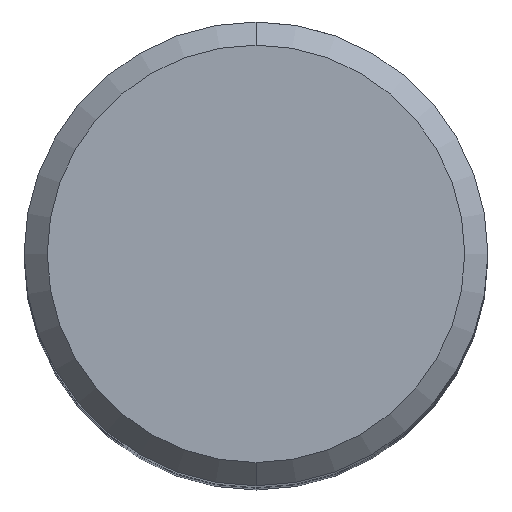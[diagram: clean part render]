
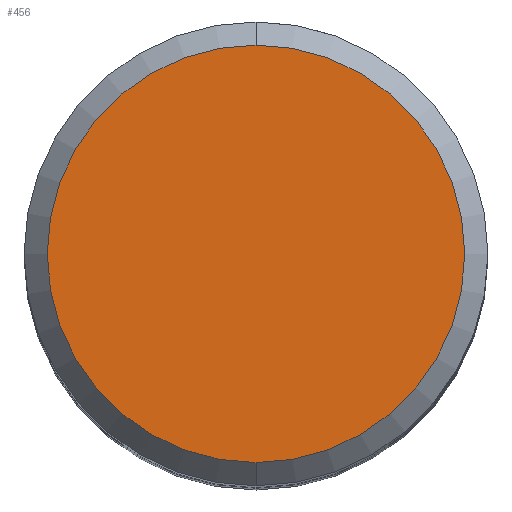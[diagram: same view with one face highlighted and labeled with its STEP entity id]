
A CAD part, top view. The second image highlights one B-rep face of the part: STEP entity #456.
In plain terms, the highlighted planar face has unit normal (0, 0, 1).
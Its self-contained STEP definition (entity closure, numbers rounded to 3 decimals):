
#268=VERTEX_POINT('',#637);
#282=EDGE_CURVE('',#444,#268,#655,.T.);
#444=VERTEX_POINT('',#833);
#456=ADVANCED_FACE('',(#848),#849,.T.);
#540=EDGE_CURVE('',#268,#444,#944,.T.);
#637=CARTESIAN_POINT('',(0.0,9.0,0.0));
#655=CIRCLE('',#1145,9.0);
#833=CARTESIAN_POINT('',(0.,-9.0,0.0));
#848=FACE_OUTER_BOUND('',#1686,.T.);
#849=PLANE('',#1687);
#944=CIRCLE('',#1831,9.0);
#1145=AXIS2_PLACEMENT_3D('',#1934,#1935,#1936);
#1686=EDGE_LOOP('',(#2137,#2138));
#1687=AXIS2_PLACEMENT_3D('',#2139,#2140,#2141);
#1831=AXIS2_PLACEMENT_3D('',#2270,#2271,#2272);
#1934=CARTESIAN_POINT('',(0.0,0.0,0.0));
#1935=DIRECTION('',(0.0,0.0,-1.0));
#1936=DIRECTION('',(0.0,1.0,0.0));
#2137=ORIENTED_EDGE('',*,*,#540,.F.);
#2138=ORIENTED_EDGE('',*,*,#282,.F.);
#2139=CARTESIAN_POINT('',(0.0,4.5,0.0));
#2140=DIRECTION('',(-0.0,0.0,1.0));
#2141=DIRECTION('',(0.0,-1.0,0.0));
#2270=CARTESIAN_POINT('',(0.0,0.0,0.0));
#2271=DIRECTION('',(0.0,0.0,-1.0));
#2272=DIRECTION('',(0.0,1.0,0.0));
